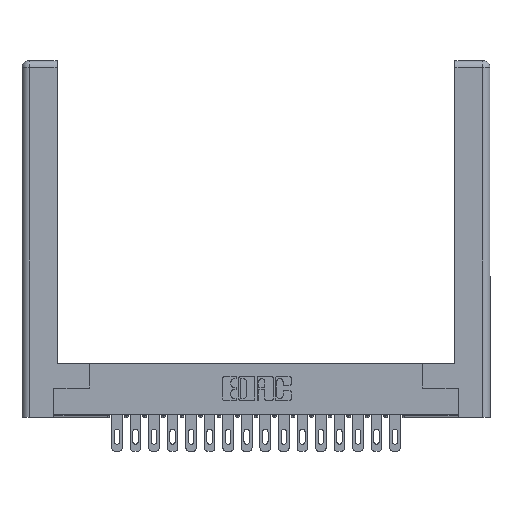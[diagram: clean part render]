
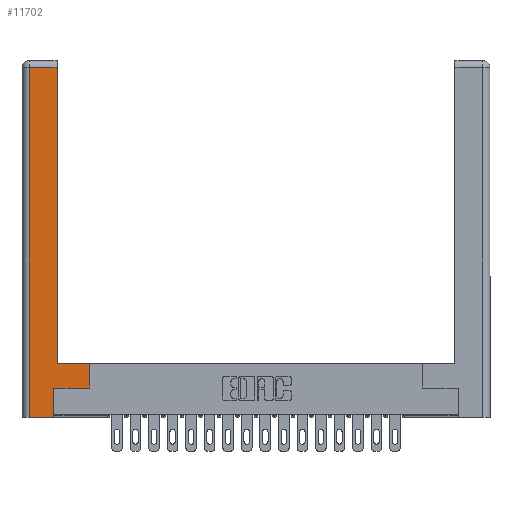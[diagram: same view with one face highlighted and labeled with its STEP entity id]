
A CAD part, top view. The second image highlights one B-rep face of the part: STEP entity #11702.
In plain terms, the highlighted planar face has unit normal (0, 0, 1).
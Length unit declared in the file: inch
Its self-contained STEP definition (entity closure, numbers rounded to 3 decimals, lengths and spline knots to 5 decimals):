
#205 = DIRECTION ( 'NONE',  ( -1., 0., 0. ) ) ;
#706 = VECTOR ( 'NONE', #14802, 39.37008 ) ;
#1079 = EDGE_LOOP ( 'NONE', ( #17822, #8628, #20609, #2147, #1900, #22238, #8599, #13474 ) ) ;
#1900 = ORIENTED_EDGE ( 'NONE', *, *, #12063, .T. ) ;
#2032 = LINE ( 'NONE', #5863, #20460 ) ;
#2147 = ORIENTED_EDGE ( 'NONE', *, *, #6991, .T. ) ;
#2150 = FACE_OUTER_BOUND ( 'NONE', #1079, .T. ) ;
#2245 = EDGE_CURVE ( 'NONE', #19625, #11782, #12886, .T. ) ;
#2669 = LINE ( 'NONE', #10340, #20851 ) ;
#2749 = EDGE_CURVE ( 'NONE', #20560, #8549, #8088, .T. ) ;
#2946 = DIRECTION ( 'NONE',  ( 0., 1., 0. ) ) ;
#3368 = DIRECTION ( 'NONE',  ( -1., 0., 0. ) ) ;
#3608 = VECTOR ( 'NONE', #7160, 39.37008 ) ;
#4252 = EDGE_CURVE ( 'NONE', #11782, #20560, #2669, .T. ) ;
#5655 = EDGE_CURVE ( 'NONE', #22628, #16837, #6024, .T. ) ;
#5706 = CARTESIAN_POINT ( 'NONE',  ( 0.565, 0.45, 0. ) ) ;
#5863 = CARTESIAN_POINT ( 'NONE',  ( 0.265, 0., 0. ) ) ;
#6024 = LINE ( 'NONE', #15156, #10183 ) ;
#6259 = CARTESIAN_POINT ( 'NONE',  ( 0.295, 2.94, 0. ) ) ;
#6584 = DIRECTION ( 'NONE',  ( 0., 1., 0. ) ) ;
#6991 = EDGE_CURVE ( 'NONE', #8549, #21742, #2032, .T. ) ;
#7160 = DIRECTION ( 'NONE',  ( 0., -1., 0. ) ) ;
#7676 = DIRECTION ( 'NONE',  ( 0., 0., -1. ) ) ;
#8088 = LINE ( 'NONE', #10652, #3608 ) ;
#8127 = VECTOR ( 'NONE', #6584, 39.37008 ) ;
#8549 = VERTEX_POINT ( 'NONE', #19831 ) ;
#8599 = ORIENTED_EDGE ( 'NONE', *, *, #20330, .T. ) ;
#8628 = ORIENTED_EDGE ( 'NONE', *, *, #4252, .T. ) ;
#9508 = DIRECTION ( 'NONE',  ( 1., 0., 0. ) ) ;
#9672 = LINE ( 'NONE', #5706, #706 ) ;
#9920 = CARTESIAN_POINT ( 'NONE',  ( 0.295, 3., 0. ) ) ;
#10183 = VECTOR ( 'NONE', #15851, 39.37008 ) ;
#10233 = CARTESIAN_POINT ( 'NONE',  ( 0.265, 0.245, 0. ) ) ;
#10340 = CARTESIAN_POINT ( 'NONE',  ( 0.0615, 2.94, 0. ) ) ;
#10345 = CARTESIAN_POINT ( 'NONE',  ( 0.0615, 2.94, 0. ) ) ;
#10652 = CARTESIAN_POINT ( 'NONE',  ( 0.0615, 0., 0. ) ) ;
#11126 = LINE ( 'NONE', #10233, #17181 ) ;
#11702 = ADVANCED_FACE ( 'NONE', ( #2150 ), #14740, .F. ) ;
#11782 = VERTEX_POINT ( 'NONE', #6259 ) ;
#12063 = EDGE_CURVE ( 'NONE', #21742, #22628, #11126, .T. ) ;
#12886 = LINE ( 'NONE', #9920, #8127 ) ;
#13474 = ORIENTED_EDGE ( 'NONE', *, *, #17790, .T. ) ;
#13552 = CARTESIAN_POINT ( 'NONE',  ( 0.265, 0.245, 0. ) ) ;
#14089 = CARTESIAN_POINT ( 'NONE',  ( 0.295, 0.45, 0. ) ) ;
#14094 = VERTEX_POINT ( 'NONE', #22783 ) ;
#14740 = PLANE ( 'NONE',  #19717 ) ;
#14802 = DIRECTION ( 'NONE',  ( 0., 1., 0. ) ) ;
#15156 = CARTESIAN_POINT ( 'NONE',  ( 0.565, 0.245, 0. ) ) ;
#15463 = DIRECTION ( 'NONE',  ( -1., 0., 0. ) ) ;
#15851 = DIRECTION ( 'NONE',  ( 1., 0., 0. ) ) ;
#16208 = LINE ( 'NONE', #14089, #19838 ) ;
#16837 = VERTEX_POINT ( 'NONE', #21399 ) ;
#17181 = VECTOR ( 'NONE', #2946, 39.37008 ) ;
#17279 = CARTESIAN_POINT ( 'NONE',  ( 0.295, 0.45, 0. ) ) ;
#17313 = CARTESIAN_POINT ( 'NONE',  ( 0.265, 0., 0. ) ) ;
#17790 = EDGE_CURVE ( 'NONE', #14094, #19625, #16208, .T. ) ;
#17822 = ORIENTED_EDGE ( 'NONE', *, *, #2245, .T. ) ;
#18286 = CARTESIAN_POINT ( 'NONE',  ( 0., 0., 0. ) ) ;
#19625 = VERTEX_POINT ( 'NONE', #17279 ) ;
#19717 = AXIS2_PLACEMENT_3D ( 'NONE', #18286, #7676, #205 ) ;
#19831 = CARTESIAN_POINT ( 'NONE',  ( 0.0615, 0., 0. ) ) ;
#19838 = VECTOR ( 'NONE', #3368, 39.37008 ) ;
#20330 = EDGE_CURVE ( 'NONE', #16837, #14094, #9672, .T. ) ;
#20460 = VECTOR ( 'NONE', #9508, 39.37008 ) ;
#20560 = VERTEX_POINT ( 'NONE', #10345 ) ;
#20609 = ORIENTED_EDGE ( 'NONE', *, *, #2749, .T. ) ;
#20851 = VECTOR ( 'NONE', #15463, 39.37008 ) ;
#21399 = CARTESIAN_POINT ( 'NONE',  ( 0.565, 0.245, 0. ) ) ;
#21742 = VERTEX_POINT ( 'NONE', #17313 ) ;
#22238 = ORIENTED_EDGE ( 'NONE', *, *, #5655, .T. ) ;
#22628 = VERTEX_POINT ( 'NONE', #13552 ) ;
#22783 = CARTESIAN_POINT ( 'NONE',  ( 0.565, 0.45, 0. ) ) ;
